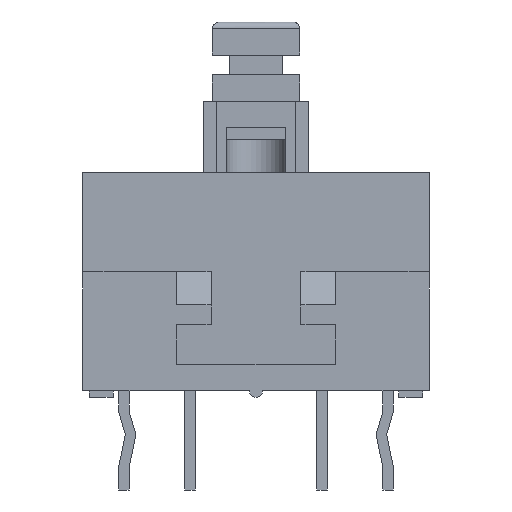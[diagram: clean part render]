
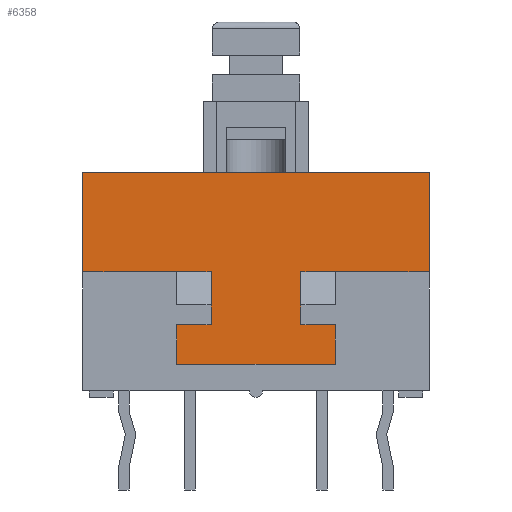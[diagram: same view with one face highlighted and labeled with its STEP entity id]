
A CAD part, front view. The second image highlights one B-rep face of the part: STEP entity #6358.
In plain terms, the highlighted planar face has unit normal (0, -1, 0).
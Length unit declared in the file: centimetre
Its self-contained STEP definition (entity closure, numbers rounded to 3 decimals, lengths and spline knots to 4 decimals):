
#171=FACE_OUTER_BOUND('',#519,.T.);
#519=EDGE_LOOP('',(#4613,#4614,#4615,#4616,#4617,#4618,#4619,#4620,#4621,
#4622,#4623,#4624,#4625,#4626,#4627,#4628));
#991=LINE('',#9011,#1888);
#1013=LINE('',#9057,#1910);
#1069=LINE('',#9175,#1966);
#1072=LINE('',#9180,#1969);
#1087=LINE('',#9209,#1984);
#1107=LINE('',#9246,#2004);
#1108=LINE('',#9248,#2005);
#1109=LINE('',#9249,#2006);
#1110=LINE('',#9250,#2007);
#1111=LINE('',#9252,#2008);
#1112=LINE('',#9254,#2009);
#1113=LINE('',#9256,#2010);
#1114=LINE('',#9258,#2011);
#1115=LINE('',#9260,#2012);
#1116=LINE('',#9262,#2013);
#1117=LINE('',#9263,#2014);
#1888=VECTOR('',#7315,1.);
#1910=VECTOR('',#7345,1.);
#1966=VECTOR('',#7443,1.);
#1969=VECTOR('',#7448,1.);
#1984=VECTOR('',#7469,1.);
#2004=VECTOR('',#7499,1.);
#2005=VECTOR('',#7502,1.);
#2006=VECTOR('',#7503,1.);
#2007=VECTOR('',#7504,1.);
#2008=VECTOR('',#7505,1.);
#2009=VECTOR('',#7506,1.);
#2010=VECTOR('',#7507,1.);
#2011=VECTOR('',#7508,1.);
#2012=VECTOR('',#7509,1.);
#2013=VECTOR('',#7510,1.);
#2014=VECTOR('',#7511,1.);
#2731=VERTEX_POINT('',#9006);
#2733=VERTEX_POINT('',#9009);
#2753=VERTEX_POINT('',#9055);
#2793=VERTEX_POINT('',#9172);
#2794=VERTEX_POINT('',#9174);
#2795=VERTEX_POINT('',#9178);
#2805=VERTEX_POINT('',#9206);
#2806=VERTEX_POINT('',#9208);
#2817=VERTEX_POINT('',#9242);
#2818=VERTEX_POINT('',#9244);
#2819=VERTEX_POINT('',#9251);
#2820=VERTEX_POINT('',#9253);
#2821=VERTEX_POINT('',#9255);
#2822=VERTEX_POINT('',#9257);
#2823=VERTEX_POINT('',#9259);
#2824=VERTEX_POINT('',#9261);
#3392=EDGE_CURVE('',#2731,#2733,#991,.T.);
#3414=EDGE_CURVE('',#2733,#2753,#1013,.T.);
#3471=EDGE_CURVE('',#2794,#2793,#1069,.T.);
#3474=EDGE_CURVE('',#2795,#2794,#1072,.T.);
#3489=EDGE_CURVE('',#2805,#2806,#1087,.T.);
#3509=EDGE_CURVE('',#2817,#2818,#1107,.T.);
#3510=EDGE_CURVE('',#2753,#2817,#1108,.T.);
#3511=EDGE_CURVE('',#2818,#2806,#1109,.T.);
#3512=EDGE_CURVE('',#2795,#2805,#1110,.T.);
#3513=EDGE_CURVE('',#2819,#2793,#1111,.T.);
#3514=EDGE_CURVE('',#2820,#2819,#1112,.T.);
#3515=EDGE_CURVE('',#2821,#2820,#1113,.T.);
#3516=EDGE_CURVE('',#2822,#2821,#1114,.T.);
#3517=EDGE_CURVE('',#2822,#2823,#1115,.T.);
#3518=EDGE_CURVE('',#2823,#2824,#1116,.T.);
#3519=EDGE_CURVE('',#2824,#2731,#1117,.T.);
#4613=ORIENTED_EDGE('',*,*,#3414,.T.);
#4614=ORIENTED_EDGE('',*,*,#3510,.T.);
#4615=ORIENTED_EDGE('',*,*,#3509,.T.);
#4616=ORIENTED_EDGE('',*,*,#3511,.T.);
#4617=ORIENTED_EDGE('',*,*,#3489,.F.);
#4618=ORIENTED_EDGE('',*,*,#3512,.F.);
#4619=ORIENTED_EDGE('',*,*,#3474,.T.);
#4620=ORIENTED_EDGE('',*,*,#3471,.T.);
#4621=ORIENTED_EDGE('',*,*,#3513,.F.);
#4622=ORIENTED_EDGE('',*,*,#3514,.F.);
#4623=ORIENTED_EDGE('',*,*,#3515,.F.);
#4624=ORIENTED_EDGE('',*,*,#3516,.F.);
#4625=ORIENTED_EDGE('',*,*,#3517,.T.);
#4626=ORIENTED_EDGE('',*,*,#3518,.T.);
#4627=ORIENTED_EDGE('',*,*,#3519,.T.);
#4628=ORIENTED_EDGE('',*,*,#3392,.T.);
#6022=PLANE('',#6722);
#6358=ADVANCED_FACE('',(#171),#6022,.T.);
#6722=AXIS2_PLACEMENT_3D('',#9247,#7500,#7501);
#7315=DIRECTION('',(0.,0.,1.));
#7345=DIRECTION('',(1.,0.,0.));
#7443=DIRECTION('',(0.,0.,-1.));
#7448=DIRECTION('',(1.,0.,0.));
#7469=DIRECTION('',(0.,0.,1.));
#7499=DIRECTION('',(0.,0.,1.));
#7500=DIRECTION('center_axis',(0.,-1.,0.));
#7501=DIRECTION('ref_axis',(0.,0.,1.));
#7502=DIRECTION('',(1.,0.,0.));
#7503=DIRECTION('',(-1.,0.,0.));
#7504=DIRECTION('',(-1.,0.,0.));
#7505=DIRECTION('',(0.,0.,1.));
#7506=DIRECTION('',(1.,0.,0.));
#7507=DIRECTION('',(0.,0.,1.));
#7508=DIRECTION('',(-1.,0.,0.));
#7509=DIRECTION('',(0.,0.,1.));
#7510=DIRECTION('',(-1.,0.,0.));
#7511=DIRECTION('',(0.,0.,1.));
#9006=CARTESIAN_POINT('',(0.17,-0.425,-0.2772));
#9009=CARTESIAN_POINT('',(0.17,-0.425,-0.1522));
#9011=CARTESIAN_POINT('',(0.17,-0.425,-0.2459));
#9055=CARTESIAN_POINT('',(0.3,-0.425,-0.1522));
#9057=CARTESIAN_POINT('',(0.4125,-0.425,-0.1522));
#9172=CARTESIAN_POINT('',(-0.17,-0.425,-0.2772));
#9174=CARTESIAN_POINT('',(-0.17,-0.425,-0.1522));
#9175=CARTESIAN_POINT('',(-0.17,-0.425,-0.1459));
#9178=CARTESIAN_POINT('',(-0.3,-0.425,-0.1522));
#9180=CARTESIAN_POINT('',(0.,-0.425,-0.1522));
#9206=CARTESIAN_POINT('',(-0.655,-0.425,-0.1522));
#9208=CARTESIAN_POINT('',(-0.655,-0.425,0.2228));
#9209=CARTESIAN_POINT('',(-0.655,-0.425,-0.1397));
#9242=CARTESIAN_POINT('',(0.655,-0.425,-0.1522));
#9244=CARTESIAN_POINT('',(0.655,-0.425,0.2228));
#9246=CARTESIAN_POINT('',(0.655,-0.425,-0.1397));
#9247=CARTESIAN_POINT('Origin',(0.655,-0.425,-0.1397));
#9248=CARTESIAN_POINT('',(-0.655,-0.425,-0.1522));
#9249=CARTESIAN_POINT('',(-0.655,-0.425,0.2228));
#9250=CARTESIAN_POINT('',(0.655,-0.425,-0.1522));
#9251=CARTESIAN_POINT('',(-0.17,-0.425,-0.3522));
#9252=CARTESIAN_POINT('',(-0.17,-0.425,-0.1522));
#9253=CARTESIAN_POINT('',(-0.3,-0.425,-0.3522));
#9254=CARTESIAN_POINT('',(-0.3,-0.425,-0.3522));
#9255=CARTESIAN_POINT('',(-0.3,-0.425,-0.5022));
#9256=CARTESIAN_POINT('',(-0.3,-0.425,-0.5022));
#9257=CARTESIAN_POINT('',(0.3,-0.425,-0.5022));
#9258=CARTESIAN_POINT('',(0.655,-0.425,-0.5022));
#9259=CARTESIAN_POINT('',(0.3,-0.425,-0.3522));
#9260=CARTESIAN_POINT('',(0.3,-0.425,-0.5022));
#9261=CARTESIAN_POINT('',(0.17,-0.425,-0.3522));
#9262=CARTESIAN_POINT('',(0.3,-0.425,-0.3522));
#9263=CARTESIAN_POINT('',(0.17,-0.425,-0.1522));
